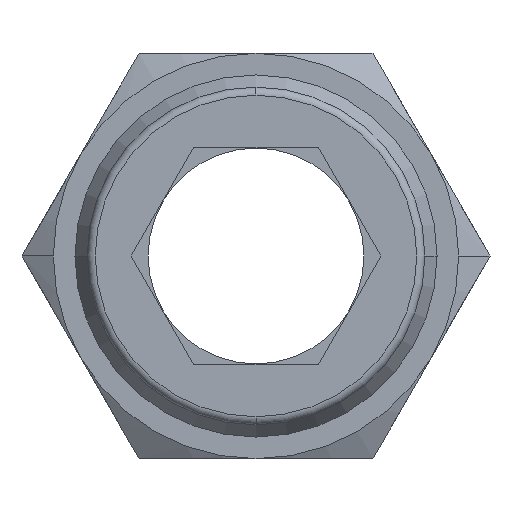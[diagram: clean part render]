
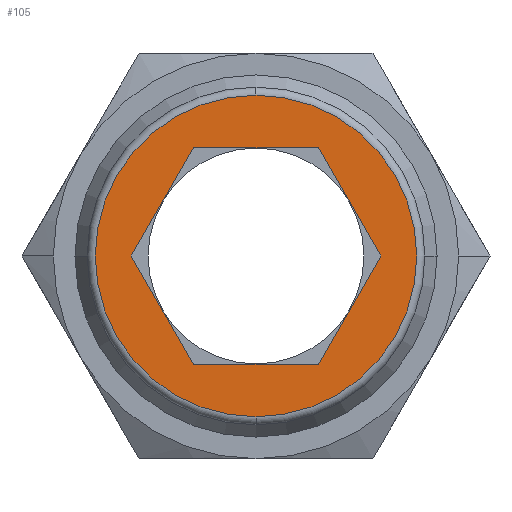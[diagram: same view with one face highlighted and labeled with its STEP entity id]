
A CAD part, front view. The second image highlights one B-rep face of the part: STEP entity #105.
In plain terms, the highlighted planar face has unit normal (0, -1, 0).
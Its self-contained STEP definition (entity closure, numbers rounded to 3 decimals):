
#105=ADVANCED_FACE('',(#238,#239),#240,.T.);
#238=FACE_BOUND('',#397,.T.);
#239=FACE_OUTER_BOUND('',#398,.T.);
#240=PLANE('',#399);
#397=EDGE_LOOP('',(#634,#635,#636,#637,#638,#639));
#398=EDGE_LOOP('',(#640,#641,#642));
#399=AXIS2_PLACEMENT_3D('',#643,#644,#645);
#634=ORIENTED_EDGE('',*,*,#989,.T.);
#635=ORIENTED_EDGE('',*,*,#990,.T.);
#636=ORIENTED_EDGE('',*,*,#969,.T.);
#637=ORIENTED_EDGE('',*,*,#991,.T.);
#638=ORIENTED_EDGE('',*,*,#934,.T.);
#639=ORIENTED_EDGE('',*,*,#939,.T.);
#640=ORIENTED_EDGE('',*,*,#992,.F.);
#641=ORIENTED_EDGE('',*,*,#993,.F.);
#642=ORIENTED_EDGE('',*,*,#994,.F.);
#643=CARTESIAN_POINT('',(2.975,0.0,0.0));
#644=DIRECTION('',(-0.0,-1.0,-0.0));
#645=DIRECTION('',(-1.0,0.0,0.0));
#934=EDGE_CURVE('',#1108,#1109,#1110,.T.);
#939=EDGE_CURVE('',#1109,#1117,#1118,.T.);
#969=EDGE_CURVE('',#1165,#1166,#1167,.T.);
#989=EDGE_CURVE('',#1117,#1195,#1196,.T.);
#990=EDGE_CURVE('',#1195,#1165,#1197,.T.);
#991=EDGE_CURVE('',#1166,#1108,#1198,.T.);
#992=EDGE_CURVE('',#1199,#1200,#1201,.T.);
#993=EDGE_CURVE('',#1202,#1199,#1203,.T.);
#994=EDGE_CURVE('',#1200,#1202,#1204,.T.);
#1108=VERTEX_POINT('',#1372);
#1109=VERTEX_POINT('',#1373);
#1110=LINE('',#1374,#1375);
#1117=VERTEX_POINT('',#1385);
#1118=LINE('',#1386,#1387);
#1165=VERTEX_POINT('',#1458);
#1166=VERTEX_POINT('',#1459);
#1167=LINE('',#1460,#1461);
#1195=VERTEX_POINT('',#1519);
#1196=LINE('',#1520,#1521);
#1197=LINE('',#1522,#1523);
#1198=LINE('',#1524,#1525);
#1199=VERTEX_POINT('',#1526);
#1200=VERTEX_POINT('',#1527);
#1201=CIRCLE('',#1528,5.95);
#1202=VERTEX_POINT('',#1529);
#1203=CIRCLE('',#1530,5.95);
#1204=CIRCLE('',#1531,5.95);
#1372=CARTESIAN_POINT('',(-4.619,0.0,0.));
#1373=CARTESIAN_POINT('',(-2.309,0.0,4.0));
#1374=CARTESIAN_POINT('',(-3.092,0.0,2.644));
#1375=VECTOR('',#1726,1.0);
#1385=CARTESIAN_POINT('',(2.309,0.0,4.0));
#1386=CARTESIAN_POINT('',(1.488,0.0,4.0));
#1387=VECTOR('',#1730,1.0);
#1458=CARTESIAN_POINT('',(2.309,0.0,-4.0));
#1459=CARTESIAN_POINT('',(-2.309,0.0,-4.0));
#1460=CARTESIAN_POINT('',(1.488,0.0,-4.0));
#1461=VECTOR('',#1771,1.0);
#1519=CARTESIAN_POINT('',(4.619,0.0,0.));
#1520=CARTESIAN_POINT('',(3.836,0.0,1.356));
#1521=VECTOR('',#1792,1.0);
#1522=CARTESIAN_POINT('',(3.836,0.0,-1.356));
#1523=VECTOR('',#1793,1.0);
#1524=CARTESIAN_POINT('',(-3.092,0.0,-2.644));
#1525=VECTOR('',#1794,1.0);
#1526=CARTESIAN_POINT('',(5.95,0.0,0.0));
#1527=CARTESIAN_POINT('',(0.,0.0,-5.95));
#1528=AXIS2_PLACEMENT_3D('',#1795,#1796,#1797);
#1529=CARTESIAN_POINT('',(0.,0.0,5.95));
#1530=AXIS2_PLACEMENT_3D('',#1798,#1799,#1800);
#1531=AXIS2_PLACEMENT_3D('',#1801,#1802,#1803);
#1726=DIRECTION('',(0.5,-0.0,0.866));
#1730=DIRECTION('',(1.0,-0.0,0.));
#1771=DIRECTION('',(-1.0,0.0,0.0));
#1792=DIRECTION('',(0.5,0.0,-0.866));
#1793=DIRECTION('',(-0.5,0.0,-0.866));
#1794=DIRECTION('',(-0.5,0.0,0.866));
#1795=CARTESIAN_POINT('',(0.0,0.0,0.0));
#1796=DIRECTION('',(-0.0,1.0,0.0));
#1797=DIRECTION('',(1.0,0.0,0.0));
#1798=CARTESIAN_POINT('',(0.0,0.0,0.0));
#1799=DIRECTION('',(-0.0,1.0,0.0));
#1800=DIRECTION('',(1.0,0.0,0.0));
#1801=CARTESIAN_POINT('',(0.0,0.0,0.0));
#1802=DIRECTION('',(-0.0,1.0,0.0));
#1803=DIRECTION('',(1.0,0.0,0.0));
